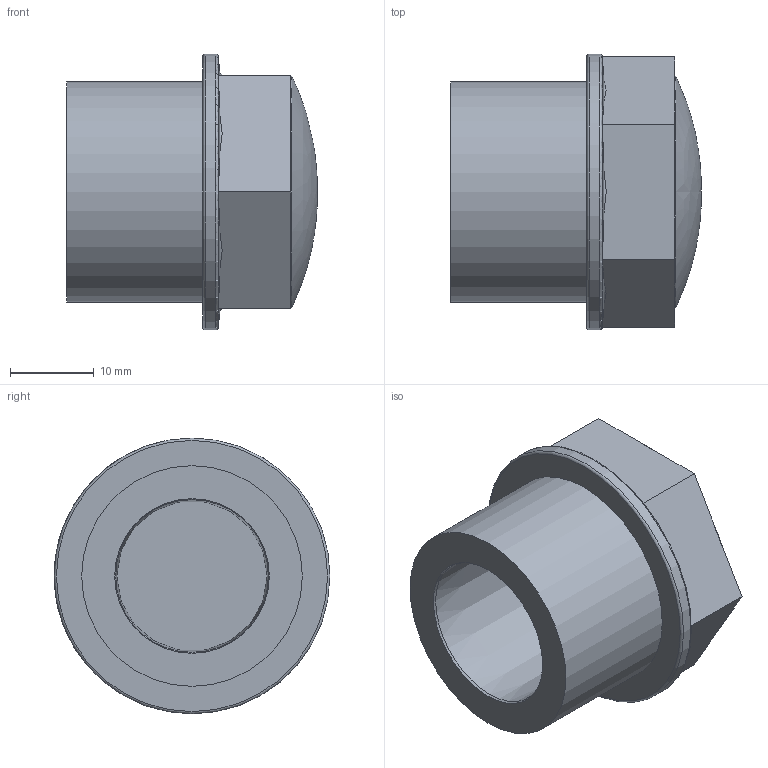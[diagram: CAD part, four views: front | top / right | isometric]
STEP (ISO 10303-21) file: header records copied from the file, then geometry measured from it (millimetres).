
FILE_DESCRIPTION(/* description */ (''),/* implementation_level */ '2;1');
FILE_NAME(/* name */ 'PFV034.ipt.stp',/* time_stamp */ '2013-10-01T14:50:35+02:00',/* author */ ('bfaro'),/* organization */ (''),/* preprocessor_version */ 'ST-DEVELOPER v15.2',/* originating_system */ 'Autodesk Inventor 2014',/* authorisation */ '');
FILE_SCHEMA (('AUTOMOTIVE_DESIGN { 1 0 10303 214 3 1 1 }'));
Length unit declared in the file: millimetre
Products named in the file (1): PFV034
Bounding box: 30 x 33 x 33 mm (x, y, z)
Volume: 12820.2 mm3; surface area: 5247.3 mm2
Topology: 1 solids, 2 shells, 32 faces, 83 edges, 57 vertices
Faces by surface type: plane 16, torus 8, cone 4, cylinder 2, bspline 1, sphere 1
Full cylindrical faces by diameter (mm): 26.4 x1, 33 x1
Entity records: 956 total; most frequent: CARTESIAN_POINT 255, ORIENTED_EDGE 134, DIRECTION 132, EDGE_CURVE 67, AXIS2_PLACEMENT_3D 56, VERTEX_POINT 49, EDGE_LOOP 42, FACE_OUTER_BOUND 32
